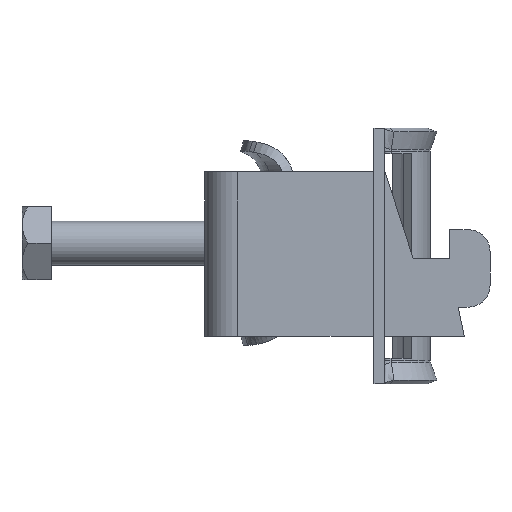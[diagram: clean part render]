
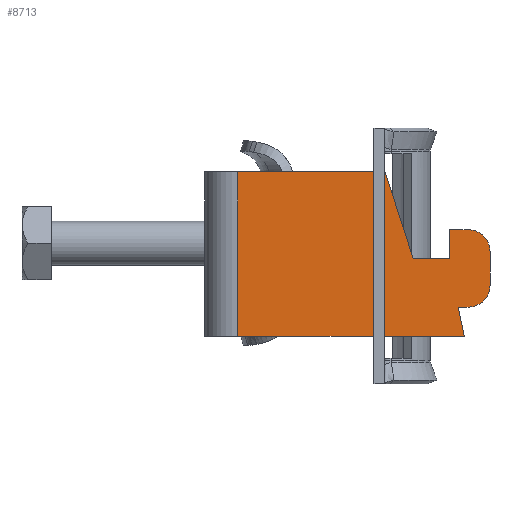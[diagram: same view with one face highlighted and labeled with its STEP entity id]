
A CAD part, left-side view. The second image highlights one B-rep face of the part: STEP entity #8713.
In plain terms, the highlighted planar face has unit normal (-1, 0, 0).
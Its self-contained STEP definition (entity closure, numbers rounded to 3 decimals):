
#69 = EDGE_CURVE ( 'NONE', #9155, #6995, #4599, .T. ) ;
#97 = FACE_OUTER_BOUND ( 'NONE', #1412, .T. ) ;
#149 = DIRECTION ( 'NONE',  ( 0., 0.208, 0.978 ) ) ;
#215 = LINE ( 'NONE', #5971, #3484 ) ;
#232 = CARTESIAN_POINT ( 'NONE',  ( -10., -36., -4.25 ) ) ;
#271 = LINE ( 'NONE', #1032, #1935 ) ;
#723 = EDGE_CURVE ( 'NONE', #1342, #8417, #9326, .T. ) ;
#765 = LINE ( 'NONE', #9400, #7155 ) ;
#874 = CIRCLE ( 'NONE', #5171, 3. ) ;
#918 = ORIENTED_EDGE ( 'NONE', *, *, #2954, .F. ) ;
#975 = EDGE_CURVE ( 'NONE', #8875, #6325, #8726, .T. ) ;
#977 = CARTESIAN_POINT ( 'NONE',  ( -10., -35.5, -11.25 ) ) ;
#1032 = CARTESIAN_POINT ( 'NONE',  ( -10., -33.5, -11.25 ) ) ;
#1238 = VECTOR ( 'NONE', #149, 1000. ) ;
#1241 = LINE ( 'NONE', #5512, #2881 ) ;
#1342 = VERTEX_POINT ( 'NONE', #5418 ) ;
#1412 = EDGE_LOOP ( 'NONE', ( #918, #8760, #1635, #4651, #2697, #4026, #6705, #7626, #5590, #8634, #1921, #5283 ) ) ;
#1535 = VERTEX_POINT ( 'NONE', #2462 ) ;
#1635 = ORIENTED_EDGE ( 'NONE', *, *, #5286, .T. ) ;
#1663 = CARTESIAN_POINT ( 'NONE',  ( -10., -24.633, 11.25 ) ) ;
#1734 = CARTESIAN_POINT ( 'NONE',  ( -10., -36., 0.35 ) ) ;
#1921 = ORIENTED_EDGE ( 'NONE', *, *, #9176, .T. ) ;
#1935 = VECTOR ( 'NONE', #8893, 1000. ) ;
#1976 = CARTESIAN_POINT ( 'NONE',  ( -10., -36., 3.35 ) ) ;
#2052 = CARTESIAN_POINT ( 'NONE',  ( -10., -84., -11.25 ) ) ;
#2249 = DIRECTION ( 'NONE',  ( 1., 0., 0. ) ) ;
#2449 = VECTOR ( 'NONE', #6064, 1000. ) ;
#2462 = CARTESIAN_POINT ( 'NONE',  ( -10., -33.5, 3.35 ) ) ;
#2697 = ORIENTED_EDGE ( 'NONE', *, *, #7409, .T. ) ;
#2881 = VECTOR ( 'NONE', #8566, 1000. ) ;
#2889 = CARTESIAN_POINT ( 'NONE',  ( -10., -36., -7.25 ) ) ;
#2954 = EDGE_CURVE ( 'NONE', #9155, #8875, #8939, .T. ) ;
#3009 = CARTESIAN_POINT ( 'NONE',  ( -10., -84., 3.35 ) ) ;
#3337 = VECTOR ( 'NONE', #3856, 1000. ) ;
#3470 = DIRECTION ( 'NONE',  ( 0., 0.309, 0.951 ) ) ;
#3484 = VECTOR ( 'NONE', #8212, 1000. ) ;
#3540 = PLANE ( 'NONE',  #9308 ) ;
#3607 = CARTESIAN_POINT ( 'NONE',  ( -10., -4.5, -11.25 ) ) ;
#3803 = AXIS2_PLACEMENT_3D ( 'NONE', #1734, #8379, #5423 ) ;
#3856 = DIRECTION ( 'NONE',  ( 0., 0., 1. ) ) ;
#3918 = CARTESIAN_POINT ( 'NONE',  ( -10., -37.597, -21.113 ) ) ;
#4026 = ORIENTED_EDGE ( 'NONE', *, *, #6247, .T. ) ;
#4037 = VECTOR ( 'NONE', #3470, 1000. ) ;
#4165 = VERTEX_POINT ( 'NONE', #5012 ) ;
#4599 = LINE ( 'NONE', #3918, #1238 ) ;
#4643 = CARTESIAN_POINT ( 'NONE',  ( -10., -33.5, -0.65 ) ) ;
#4651 = ORIENTED_EDGE ( 'NONE', *, *, #5665, .T. ) ;
#5012 = CARTESIAN_POINT ( 'NONE',  ( -10., -39., -4.25 ) ) ;
#5108 = EDGE_CURVE ( 'NONE', #5513, #1342, #1241, .T. ) ;
#5171 = AXIS2_PLACEMENT_3D ( 'NONE', #232, #9049, #5361 ) ;
#5208 = CARTESIAN_POINT ( 'NONE',  ( -10., -84., -11.25 ) ) ;
#5270 = VERTEX_POINT ( 'NONE', #2889 ) ;
#5283 = ORIENTED_EDGE ( 'NONE', *, *, #975, .F. ) ;
#5286 = EDGE_CURVE ( 'NONE', #6995, #5270, #765, .T. ) ;
#5361 = DIRECTION ( 'NONE',  ( 0., 0., -1. ) ) ;
#5418 = CARTESIAN_POINT ( 'NONE',  ( -10., -28.5, -0.65 ) ) ;
#5423 = DIRECTION ( 'NONE',  ( 0., 0., -1. ) ) ;
#5512 = CARTESIAN_POINT ( 'NONE',  ( -10., -84., -0.65 ) ) ;
#5513 = VERTEX_POINT ( 'NONE', #4643 ) ;
#5590 = ORIENTED_EDGE ( 'NONE', *, *, #5108, .T. ) ;
#5665 = EDGE_CURVE ( 'NONE', #5270, #4165, #874, .T. ) ;
#5678 = CARTESIAN_POINT ( 'NONE',  ( -10., -36.915, -26.549 ) ) ;
#5921 = DIRECTION ( 'NONE',  ( 0., 1., 0. ) ) ;
#5931 = DIRECTION ( 'NONE',  ( 0., 0., -1. ) ) ;
#5971 = CARTESIAN_POINT ( 'NONE',  ( -10., -84., 11.25 ) ) ;
#6038 = VERTEX_POINT ( 'NONE', #1976 ) ;
#6064 = DIRECTION ( 'NONE',  ( 0., 1., 0. ) ) ;
#6247 = EDGE_CURVE ( 'NONE', #9193, #6038, #7618, .T. ) ;
#6325 = VERTEX_POINT ( 'NONE', #9252 ) ;
#6529 = DIRECTION ( 'NONE',  ( 0., 0., 1. ) ) ;
#6642 = LINE ( 'NONE', #3009, #7458 ) ;
#6705 = ORIENTED_EDGE ( 'NONE', *, *, #9286, .T. ) ;
#6833 = CARTESIAN_POINT ( 'NONE',  ( -10., -34.65, -7.25 ) ) ;
#6948 = VECTOR ( 'NONE', #6529, 1000. ) ;
#6995 = VERTEX_POINT ( 'NONE', #6833 ) ;
#7155 = VECTOR ( 'NONE', #7329, 1000. ) ;
#7329 = DIRECTION ( 'NONE',  ( 0., -1., 0. ) ) ;
#7409 = EDGE_CURVE ( 'NONE', #4165, #9193, #7540, .T. ) ;
#7446 = CARTESIAN_POINT ( 'NONE',  ( -10., -39., -11.25 ) ) ;
#7458 = VECTOR ( 'NONE', #5921, 1000. ) ;
#7509 = CARTESIAN_POINT ( 'NONE',  ( -10., -4.5, -11.25 ) ) ;
#7540 = LINE ( 'NONE', #7446, #3337 ) ;
#7618 = CIRCLE ( 'NONE', #3803, 3. ) ;
#7626 = ORIENTED_EDGE ( 'NONE', *, *, #8190, .T. ) ;
#8118 = CARTESIAN_POINT ( 'NONE',  ( -10., -39., 0.35 ) ) ;
#8190 = EDGE_CURVE ( 'NONE', #1535, #5513, #271, .T. ) ;
#8212 = DIRECTION ( 'NONE',  ( 0., 1., 0. ) ) ;
#8379 = DIRECTION ( 'NONE',  ( -1., 0., 0. ) ) ;
#8417 = VERTEX_POINT ( 'NONE', #1663 ) ;
#8566 = DIRECTION ( 'NONE',  ( 0., 1., 0. ) ) ;
#8634 = ORIENTED_EDGE ( 'NONE', *, *, #723, .T. ) ;
#8713 = ADVANCED_FACE ( 'NONE', ( #97 ), #3540, .F. ) ;
#8726 = LINE ( 'NONE', #3607, #6948 ) ;
#8760 = ORIENTED_EDGE ( 'NONE', *, *, #69, .T. ) ;
#8875 = VERTEX_POINT ( 'NONE', #7509 ) ;
#8893 = DIRECTION ( 'NONE',  ( 0., 0., -1. ) ) ;
#8939 = LINE ( 'NONE', #5208, #2449 ) ;
#9049 = DIRECTION ( 'NONE',  ( -1., 0., 0. ) ) ;
#9155 = VERTEX_POINT ( 'NONE', #977 ) ;
#9176 = EDGE_CURVE ( 'NONE', #8417, #6325, #215, .T. ) ;
#9193 = VERTEX_POINT ( 'NONE', #8118 ) ;
#9252 = CARTESIAN_POINT ( 'NONE',  ( -10., -4.5, 11.25 ) ) ;
#9286 = EDGE_CURVE ( 'NONE', #6038, #1535, #6642, .T. ) ;
#9308 = AXIS2_PLACEMENT_3D ( 'NONE', #2052, #2249, #5931 ) ;
#9326 = LINE ( 'NONE', #5678, #4037 ) ;
#9400 = CARTESIAN_POINT ( 'NONE',  ( -10., -84., -7.25 ) ) ;
